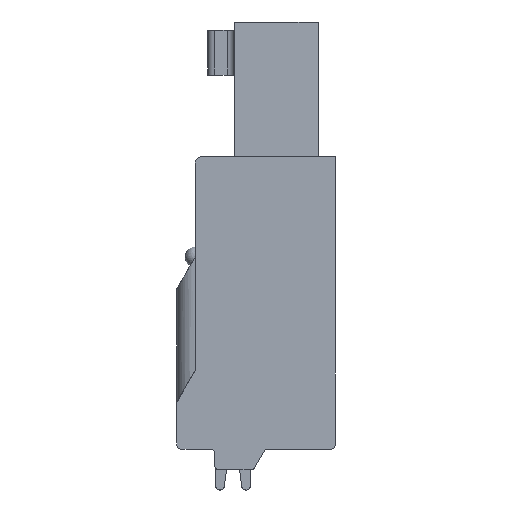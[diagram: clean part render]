
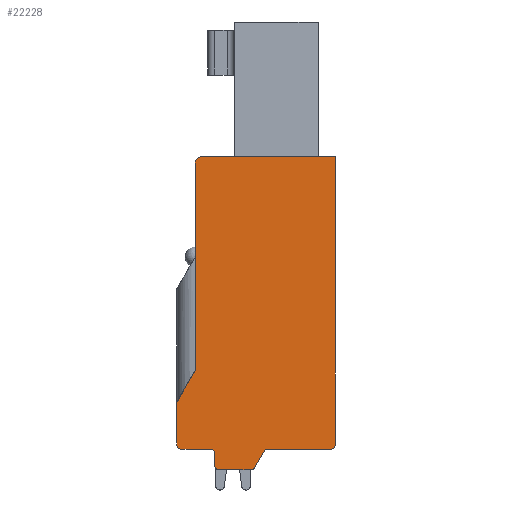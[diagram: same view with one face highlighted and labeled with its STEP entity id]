
A CAD part, front view. The second image highlights one B-rep face of the part: STEP entity #22228.
In plain terms, the highlighted planar face has unit normal (0, -1, 0).
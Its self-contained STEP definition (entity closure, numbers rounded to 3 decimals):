
#2330=DIRECTION('',(0.,0.,-1.));
#2331=VECTOR('',#2330,10.141);
#2332=CARTESIAN_POINT('',(-6.85,0.,-0.3));
#2333=LINE('',#2332,#2331);
#2655=DIRECTION('',(0.,0.,-1.));
#2656=VECTOR('',#2655,2.1);
#2657=CARTESIAN_POINT('',(-7.75,0.,-12.));
#2658=LINE('',#2657,#2656);
#2671=DIRECTION('',(1.,0.,0.));
#2672=VECTOR('',#2671,1.45);
#2673=CARTESIAN_POINT('',(-7.55,0.,-14.3));
#2674=LINE('',#2673,#2672);
#2679=DIRECTION('',(1.,0.,0.));
#2680=VECTOR('',#2679,3.107);
#2681=CARTESIAN_POINT('',(-3.307,0.,-14.3));
#2682=LINE('',#2681,#2680);
#3021=DIRECTION('',(0.,0.,1.));
#3022=VECTOR('',#3021,14.1);
#3023=CARTESIAN_POINT('',(0.,0.,-14.1));
#3024=LINE('',#3023,#3022);
#3730=DIRECTION('',(1.,0.,0.));
#3731=VECTOR('',#3730,6.55);
#3732=CARTESIAN_POINT('',(-6.55,0.,0.));
#3733=LINE('',#3732,#3731);
#3734=CARTESIAN_POINT('',(-0.2,0.,-14.1));
#3735=DIRECTION('',(0.,1.,0.));
#3736=DIRECTION('',(1.,0.,0.));
#3737=AXIS2_PLACEMENT_3D('',#3734,#3735,#3736);
#3739=CARTESIAN_POINT('',(-3.307,0.,-14.5));
#3740=DIRECTION('',(0.,-1.,0.));
#3741=DIRECTION('',(0.,0.,1.));
#3742=AXIS2_PLACEMENT_3D('',#3739,#3740,#3741);
#3744=DIRECTION('',(-0.5,0.,-0.866));
#3745=VECTOR('',#3744,0.924);
#3746=CARTESIAN_POINT('',(-3.48,0.,-14.4));
#3747=LINE('',#3746,#3745);
#3748=CARTESIAN_POINT('',(-4.115,0.,-15.1));
#3749=DIRECTION('',(0.,1.,0.));
#3750=DIRECTION('',(0.866,0.,-0.5));
#3751=AXIS2_PLACEMENT_3D('',#3748,#3749,#3750);
#3753=CARTESIAN_POINT('',(-5.7,0.,-15.1));
#3754=DIRECTION('',(0.,1.,0.));
#3755=DIRECTION('',(0.,0.,-1.));
#3756=AXIS2_PLACEMENT_3D('',#3753,#3754,#3755);
#3758=CARTESIAN_POINT('',(-6.1,0.,-14.5));
#3759=DIRECTION('',(0.,-1.,0.));
#3760=DIRECTION('',(1.,0.,0.));
#3761=AXIS2_PLACEMENT_3D('',#3758,#3759,#3760);
#3763=CARTESIAN_POINT('',(-7.55,0.,-14.1));
#3764=DIRECTION('',(0.,1.,0.));
#3765=DIRECTION('',(0.,0.,-1.));
#3766=AXIS2_PLACEMENT_3D('',#3763,#3764,#3765);
#3768=DIRECTION('',(0.5,0.,0.866));
#3769=VECTOR('',#3768,1.8);
#3770=CARTESIAN_POINT('',(-7.75,0.,-12.));
#3771=LINE('',#3770,#3769);
#3772=CARTESIAN_POINT('',(-6.55,0.,-0.3));
#3773=DIRECTION('',(0.,1.,0.));
#3774=DIRECTION('',(-1.,0.,0.));
#3775=AXIS2_PLACEMENT_3D('',#3772,#3773,#3774);
#3825=DIRECTION('',(0.,0.,-1.));
#3826=VECTOR('',#3825,0.6);
#3827=CARTESIAN_POINT('',(-5.9,0.,-14.5));
#3828=LINE('',#3827,#3826);
#3837=DIRECTION('',(1.,0.,0.));
#3838=VECTOR('',#3837,1.585);
#3839=CARTESIAN_POINT('',(-5.7,0.,-15.3));
#3840=LINE('',#3839,#3838);
#13963=CARTESIAN_POINT('',(-6.85,0.,-0.3));
#13964=VERTEX_POINT('',#13963);
#13965=CARTESIAN_POINT('',(-6.85,0.,-10.441));
#13966=VERTEX_POINT('',#13965);
#14032=CARTESIAN_POINT('',(-7.75,0.,-12.));
#14033=VERTEX_POINT('',#14032);
#14034=CARTESIAN_POINT('',(-7.75,0.,-14.1));
#14035=VERTEX_POINT('',#14034);
#14036=CARTESIAN_POINT('',(-7.55,0.,-14.3));
#14037=VERTEX_POINT('',#14036);
#14038=CARTESIAN_POINT('',(-6.1,0.,-14.3));
#14039=VERTEX_POINT('',#14038);
#14044=CARTESIAN_POINT('',(-3.307,0.,-14.3));
#14045=VERTEX_POINT('',#14044);
#14046=CARTESIAN_POINT('',(-0.2,0.,-14.3));
#14047=VERTEX_POINT('',#14046);
#14104=CARTESIAN_POINT('',(0.,0.,-14.1));
#14105=VERTEX_POINT('',#14104);
#14106=CARTESIAN_POINT('',(0.,0.,0.));
#14107=VERTEX_POINT('',#14106);
#14108=CARTESIAN_POINT('',(-6.55,0.,0.));
#14109=VERTEX_POINT('',#14108);
#14136=CARTESIAN_POINT('',(-3.48,0.,-14.4));
#14137=VERTEX_POINT('',#14136);
#14138=CARTESIAN_POINT('',(-3.942,0.,-15.2));
#14139=VERTEX_POINT('',#14138);
#14140=CARTESIAN_POINT('',(-4.115,0.,-15.3));
#14141=VERTEX_POINT('',#14140);
#14142=CARTESIAN_POINT('',(-5.7,0.,-15.3));
#14143=VERTEX_POINT('',#14142);
#14144=CARTESIAN_POINT('',(-5.9,0.,-15.1));
#14145=VERTEX_POINT('',#14144);
#14146=CARTESIAN_POINT('',(-5.9,0.,-14.5));
#14147=VERTEX_POINT('',#14146);
#22195=CARTESIAN_POINT('',(0.,0.,0.));
#22196=DIRECTION('',(0.,1.,0.));
#22197=DIRECTION('',(1.,0.,0.));
#22198=AXIS2_PLACEMENT_3D('',#22195,#22196,#22197);
#22199=PLANE('',#22198);
#22200=ORIENTED_EDGE('',*,*,#21540,.T.);
#22201=ORIENTED_EDGE('',*,*,#21511,.F.);
#22202=ORIENTED_EDGE('',*,*,#21496,.T.);
#22203=ORIENTED_EDGE('',*,*,#21049,.F.);
#22205=ORIENTED_EDGE('',*,*,#22204,.T.);
#22207=ORIENTED_EDGE('',*,*,#22206,.T.);
#22209=ORIENTED_EDGE('',*,*,#22208,.T.);
#22211=ORIENTED_EDGE('',*,*,#22210,.F.);
#22213=ORIENTED_EDGE('',*,*,#22212,.T.);
#22215=ORIENTED_EDGE('',*,*,#22214,.F.);
#22217=ORIENTED_EDGE('',*,*,#22216,.T.);
#22218=ORIENTED_EDGE('',*,*,#21041,.F.);
#22219=ORIENTED_EDGE('',*,*,#21018,.T.);
#22220=ORIENTED_EDGE('',*,*,#21003,.F.);
#22222=ORIENTED_EDGE('',*,*,#22221,.T.);
#22223=ORIENTED_EDGE('',*,*,#20613,.F.);
#22225=ORIENTED_EDGE('',*,*,#22224,.T.);
#22226=EDGE_LOOP('',(#22200,#22201,#22202,#22203,#22205,#22207,#22209,#22211,
#22213,#22215,#22217,#22218,#22219,#22220,#22222,#22223,#22225));
#22227=FACE_OUTER_BOUND('',#22226,.F.);
#3738=CIRCLE('',#3737,0.2);
#3743=CIRCLE('',#3742,0.2);
#3752=CIRCLE('',#3751,0.2);
#3757=CIRCLE('',#3756,0.2);
#3762=CIRCLE('',#3761,0.2);
#3767=CIRCLE('',#3766,0.2);
#3776=CIRCLE('',#3775,0.3);
#20613=EDGE_CURVE('',#13964,#13966,#2333,.T.);
#21003=EDGE_CURVE('',#14033,#14035,#2658,.T.);
#21018=EDGE_CURVE('',#14037,#14035,#3767,.T.);
#21041=EDGE_CURVE('',#14037,#14039,#2674,.T.);
#21049=EDGE_CURVE('',#14045,#14047,#2682,.T.);
#21496=EDGE_CURVE('',#14105,#14047,#3738,.T.);
#21511=EDGE_CURVE('',#14105,#14107,#3024,.T.);
#21540=EDGE_CURVE('',#14109,#14107,#3733,.T.);
#22204=EDGE_CURVE('',#14045,#14137,#3743,.T.);
#22206=EDGE_CURVE('',#14137,#14139,#3747,.T.);
#22208=EDGE_CURVE('',#14139,#14141,#3752,.T.);
#22210=EDGE_CURVE('',#14143,#14141,#3840,.T.);
#22212=EDGE_CURVE('',#14143,#14145,#3757,.T.);
#22214=EDGE_CURVE('',#14147,#14145,#3828,.T.);
#22216=EDGE_CURVE('',#14147,#14039,#3762,.T.);
#22221=EDGE_CURVE('',#14033,#13966,#3771,.T.);
#22224=EDGE_CURVE('',#13964,#14109,#3776,.T.);
#22228=ADVANCED_FACE('',(#22227),#22199,.F.);
